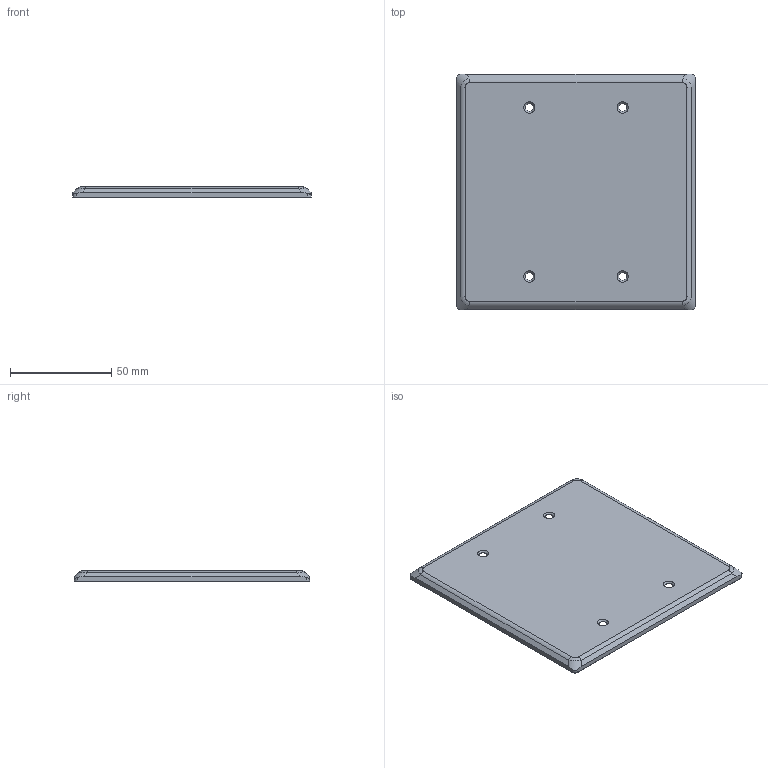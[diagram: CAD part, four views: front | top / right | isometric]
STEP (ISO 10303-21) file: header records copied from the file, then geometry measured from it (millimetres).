
FILE_DESCRIPTION(/* description */ (''),/* implementation_level */ '2;1');
FILE_NAME(/* name */ '07805-2.ipt.stp',/* time_stamp */ '2020-11-10T19:51:58+05:00',/* author */ ('kr'),/* organization */ (''),/* preprocessor_version */ 'ST-DEVELOPER v18',/* originating_system */ 'Autodesk Inventor 2020',/* authorisation */ '');
FILE_SCHEMA (('AUTOMOTIVE_DESIGN { 1 0 10303 214 3 1 1 }'));
Length unit declared in the file: inch
Products named in the file (1): 2FB
Bounding box: 117.47 x 115.87 x 5.08 mm (x, y, z)
Volume: 17702.9 mm3; surface area: 30307.3 mm2
Topology: 1 solids, 1 shells, 755 faces, 2047 edges, 1362 vertices
Faces by surface type: plane 456, bspline 211, cylinder 84, cone 4
Full cylindrical faces by diameter (mm): 1.181 x1, 1.41 x1, 3.962 x4, 10.35 x1, 12.7 x1
Entity records: 25464 total; most frequent: CARTESIAN_POINT 7606, ORIENTED_EDGE 4094, DIRECTION 2915, EDGE_CURVE 2047, LINE 1441, VECTOR 1441, VERTEX_POINT 1362, EDGE_LOOP 831
